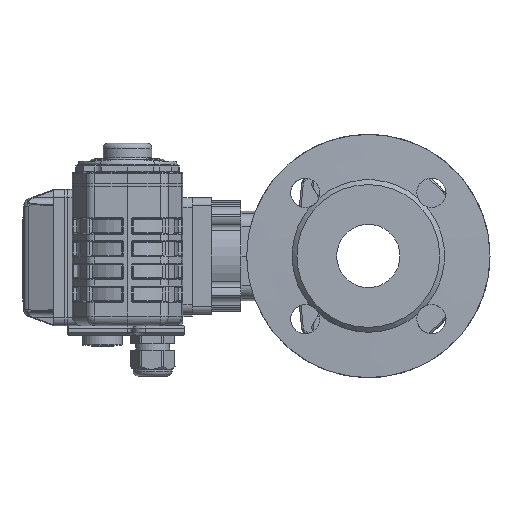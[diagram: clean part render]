
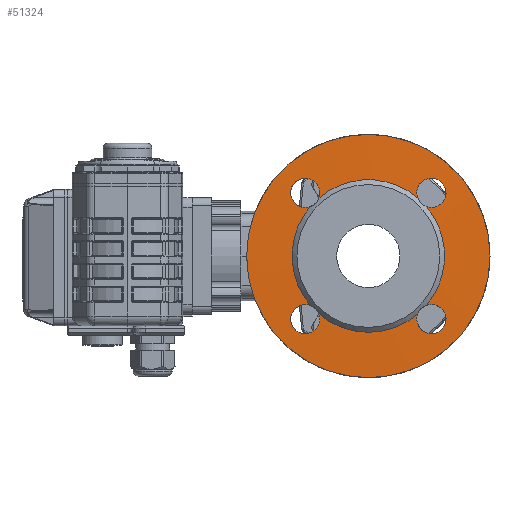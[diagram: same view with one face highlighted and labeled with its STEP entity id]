
A CAD part, left-side view. The second image highlights one B-rep face of the part: STEP entity #51324.
In plain terms, the highlighted conical face has half-angle 88.5 degrees and reference radius 47 mm.
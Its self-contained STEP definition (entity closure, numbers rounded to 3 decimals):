
#1451=B_SPLINE_CURVE_WITH_KNOTS('',3,(#76157,#76158,#76159,#76160,#76161,
#76162,#76163,#76164,#76165,#76166,#76167,#76168,#76169),.UNSPECIFIED.,
 .F.,.F.,(4,1,1,1,1,1,1,1,1,1,4),(-0.003,0.,
0.003,0.009,0.015,0.021,
0.027,0.03,0.033,0.039,
0.045),.UNSPECIFIED.);
#1454=B_SPLINE_CURVE_WITH_KNOTS('',3,(#76200,#76201,#76202,#76203,#76204,
#76205,#76206,#76207,#76208,#76209,#76210,#76211,#76212),.UNSPECIFIED.,
 .F.,.F.,(4,1,1,1,1,1,1,1,1,1,4),(-0.017,-0.014,
-0.011,-0.005,0.001,0.007,
0.013,0.019,0.025,0.028,
0.031),.UNSPECIFIED.);
#1458=B_SPLINE_CURVE_WITH_KNOTS('',3,(#76252,#76253,#76254,#76255,#76256,
#76257,#76258,#76259,#76260,#76261,#76262,#76263,#76264),.UNSPECIFIED.,
 .F.,.F.,(4,1,1,1,1,1,1,1,1,1,4),(0.,0.003,0.006,
0.012,0.018,0.024,0.03,
0.033,0.036,0.042,0.048),
 .UNSPECIFIED.);
#1461=B_SPLINE_CURVE_WITH_KNOTS('',3,(#76295,#76296,#76297,#76298,#76299,
#76300,#76301,#76302,#76303,#76304,#76305,#76306,#76307),.UNSPECIFIED.,
 .F.,.F.,(4,1,1,1,1,1,1,1,1,1,4),(0.,0.003,
0.006,0.012,0.018,0.024,
0.03,0.036,0.042,0.045,
0.048),.UNSPECIFIED.);
#2668=CONICAL_SURFACE('',#55034,47.,1.545);
#11733=ORIENTED_EDGE('',*,*,#27438,.F.);
#11734=ORIENTED_EDGE('',*,*,#27439,.T.);
#11735=ORIENTED_EDGE('',*,*,#27426,.T.);
#11736=ORIENTED_EDGE('',*,*,#27440,.T.);
#11737=ORIENTED_EDGE('',*,*,#27423,.T.);
#11738=ORIENTED_EDGE('',*,*,#27441,.T.);
#11739=ORIENTED_EDGE('',*,*,#27433,.T.);
#11740=ORIENTED_EDGE('',*,*,#27442,.T.);
#11741=ORIENTED_EDGE('',*,*,#27430,.T.);
#27423=EDGE_CURVE('',#35270,#35271,#1451,.T.);
#27426=EDGE_CURVE('',#35273,#35274,#1454,.T.);
#27430=EDGE_CURVE('',#35277,#35276,#1458,.T.);
#27433=EDGE_CURVE('',#35280,#35279,#1461,.T.);
#27438=EDGE_CURVE('',#35284,#35284,#40248,.T.);
#27439=EDGE_CURVE('',#35276,#35273,#40249,.T.);
#27440=EDGE_CURVE('',#35274,#35270,#40250,.T.);
#27441=EDGE_CURVE('',#35271,#35280,#40251,.T.);
#27442=EDGE_CURVE('',#35279,#35277,#40252,.T.);
#35270=VERTEX_POINT('',#76170);
#35271=VERTEX_POINT('',#76171);
#35273=VERTEX_POINT('',#76213);
#35274=VERTEX_POINT('',#76214);
#35276=VERTEX_POINT('',#76250);
#35277=VERTEX_POINT('',#76251);
#35279=VERTEX_POINT('',#76293);
#35280=VERTEX_POINT('',#76294);
#35284=VERTEX_POINT('',#76336);
#40248=CIRCLE('',#55035,75.);
#40249=CIRCLE('',#55036,47.);
#40250=CIRCLE('',#55037,47.);
#40251=CIRCLE('',#55038,47.);
#40252=CIRCLE('',#55039,47.);
#42841=EDGE_LOOP('',(#11733));
#42842=EDGE_LOOP('',(#11734,#11735,#11736,#11737,#11738,#11739,#11740,#11741));
#46593=FACE_BOUND('',#42841,.T.);
#46594=FACE_BOUND('',#42842,.T.);
#51324=ADVANCED_FACE('',(#46593,#46594),#2668,.T.);
#55034=AXIS2_PLACEMENT_3D('',#76334,#60598,#60599);
#55035=AXIS2_PLACEMENT_3D('',#76335,#60600,#60601);
#55036=AXIS2_PLACEMENT_3D('',#76337,#60602,#60603);
#55037=AXIS2_PLACEMENT_3D('',#76338,#60604,#60605);
#55038=AXIS2_PLACEMENT_3D('',#76339,#60606,#60607);
#55039=AXIS2_PLACEMENT_3D('',#76340,#60608,#60609);
#60598=DIRECTION('',(1.,0.,0.));
#60599=DIRECTION('',(0.,0.,-1.));
#60600=DIRECTION('',(1.,0.,0.));
#60601=DIRECTION('',(0.,0.,-1.));
#60602=DIRECTION('',(1.,0.,0.));
#60603=DIRECTION('',(0.,0.,-1.));
#60604=DIRECTION('',(1.,0.,0.));
#60605=DIRECTION('',(0.,0.,-1.));
#60606=DIRECTION('',(1.,0.,0.));
#60607=DIRECTION('',(0.,0.,-1.));
#60608=DIRECTION('',(1.,0.,0.));
#60609=DIRECTION('',(0.,0.,-1.));
#76157=CARTESIAN_POINT('',(-82.,-35.819,-30.43));
#76158=CARTESIAN_POINT('',(-81.987,-36.781,-30.081));
#76159=CARTESIAN_POINT('',(-81.951,-38.787,-29.72));
#76160=CARTESIAN_POINT('',(-81.855,-42.86,-30.361));
#76161=CARTESIAN_POINT('',(-81.715,-47.077,-33.667));
#76162=CARTESIAN_POINT('',(-81.587,-48.546,-39.939));
#76163=CARTESIAN_POINT('',(-81.539,-45.764,-45.75));
#76164=CARTESIAN_POINT('',(-81.578,-40.935,-48.073));
#76165=CARTESIAN_POINT('',(-81.651,-36.815,-47.824));
#76166=CARTESIAN_POINT('',(-81.743,-33.021,-46.239));
#76167=CARTESIAN_POINT('',(-81.883,-29.702,-42.027));
#76168=CARTESIAN_POINT('',(-81.973,-29.732,-37.744));
#76169=CARTESIAN_POINT('',(-82.,-30.43,-35.819));
#76170=CARTESIAN_POINT('',(-82.,-35.819,-30.43));
#76171=CARTESIAN_POINT('',(-82.,-30.43,-35.819));
#76200=CARTESIAN_POINT('',(-82.,-30.43,35.819));
#76201=CARTESIAN_POINT('',(-81.987,-30.081,36.781));
#76202=CARTESIAN_POINT('',(-81.951,-29.72,38.791));
#76203=CARTESIAN_POINT('',(-81.855,-30.363,42.862));
#76204=CARTESIAN_POINT('',(-81.715,-33.664,47.079));
#76205=CARTESIAN_POINT('',(-81.586,-39.96,48.545));
#76206=CARTESIAN_POINT('',(-81.539,-45.759,45.753));
#76207=CARTESIAN_POINT('',(-81.587,-48.545,39.946));
#76208=CARTESIAN_POINT('',(-81.715,-47.079,33.673));
#76209=CARTESIAN_POINT('',(-81.855,-42.872,30.365));
#76210=CARTESIAN_POINT('',(-81.952,-38.785,29.72));
#76211=CARTESIAN_POINT('',(-81.987,-36.781,30.081));
#76212=CARTESIAN_POINT('',(-82.,-35.819,30.43));
#76213=CARTESIAN_POINT('',(-82.,-30.43,35.819));
#76214=CARTESIAN_POINT('',(-82.,-35.819,30.43));
#76250=CARTESIAN_POINT('',(-82.,30.43,35.819));
#76251=CARTESIAN_POINT('',(-82.,35.819,30.43));
#76252=CARTESIAN_POINT('',(-82.,35.819,30.43));
#76253=CARTESIAN_POINT('',(-81.987,36.781,30.081));
#76254=CARTESIAN_POINT('',(-81.951,38.787,29.72));
#76255=CARTESIAN_POINT('',(-81.855,42.86,30.361));
#76256=CARTESIAN_POINT('',(-81.715,47.077,33.667));
#76257=CARTESIAN_POINT('',(-81.587,48.546,39.939));
#76258=CARTESIAN_POINT('',(-81.539,45.764,45.75));
#76259=CARTESIAN_POINT('',(-81.578,40.935,48.073));
#76260=CARTESIAN_POINT('',(-81.651,36.815,47.824));
#76261=CARTESIAN_POINT('',(-81.743,33.021,46.239));
#76262=CARTESIAN_POINT('',(-81.883,29.702,42.027));
#76263=CARTESIAN_POINT('',(-81.973,29.732,37.744));
#76264=CARTESIAN_POINT('',(-82.,30.43,35.819));
#76293=CARTESIAN_POINT('',(-82.,35.819,-30.43));
#76294=CARTESIAN_POINT('',(-82.,30.43,-35.819));
#76295=CARTESIAN_POINT('',(-82.,30.43,-35.819));
#76296=CARTESIAN_POINT('',(-81.987,30.081,-36.781));
#76297=CARTESIAN_POINT('',(-81.951,29.72,-38.791));
#76298=CARTESIAN_POINT('',(-81.855,30.363,-42.862));
#76299=CARTESIAN_POINT('',(-81.715,33.664,-47.079));
#76300=CARTESIAN_POINT('',(-81.586,39.96,-48.545));
#76301=CARTESIAN_POINT('',(-81.539,45.759,-45.753));
#76302=CARTESIAN_POINT('',(-81.587,48.545,-39.946));
#76303=CARTESIAN_POINT('',(-81.715,47.079,-33.673));
#76304=CARTESIAN_POINT('',(-81.855,42.872,-30.365));
#76305=CARTESIAN_POINT('',(-81.952,38.785,-29.72));
#76306=CARTESIAN_POINT('',(-81.987,36.781,-30.081));
#76307=CARTESIAN_POINT('',(-82.,35.819,-30.43));
#76334=CARTESIAN_POINT('',(-82.,0.,0.));
#76335=CARTESIAN_POINT('',(-81.267,0.,0.));
#76336=CARTESIAN_POINT('',(-81.267,0.,-75.));
#76337=CARTESIAN_POINT('',(-82.,0.,0.));
#76338=CARTESIAN_POINT('',(-82.,0.,0.));
#76339=CARTESIAN_POINT('',(-82.,0.,0.));
#76340=CARTESIAN_POINT('',(-82.,0.,0.));
